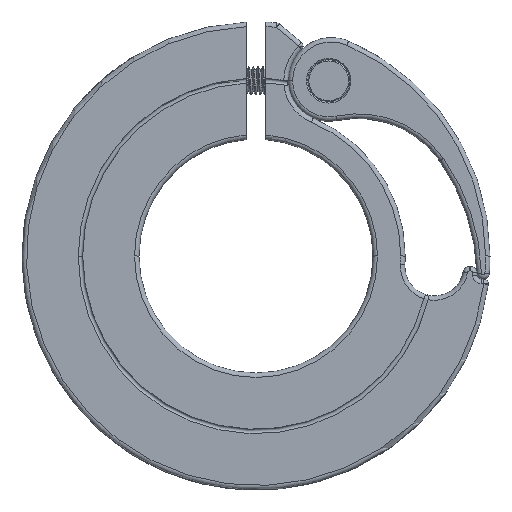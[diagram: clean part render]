
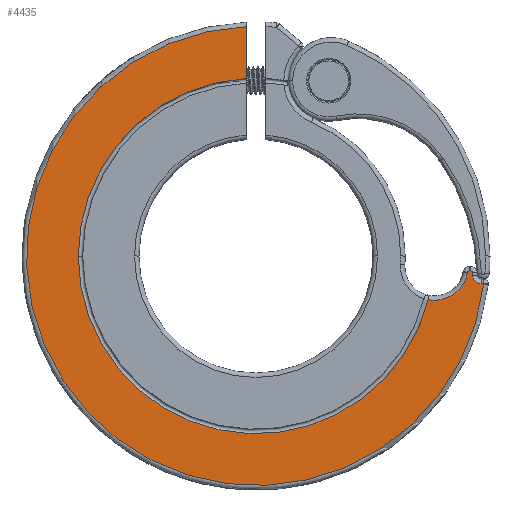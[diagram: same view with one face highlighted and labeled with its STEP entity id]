
A CAD part, top view. The second image highlights one B-rep face of the part: STEP entity #4435.
In plain terms, the highlighted planar face has unit normal (0, 0, 1).
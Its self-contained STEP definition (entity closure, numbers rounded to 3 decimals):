
#352 = ORIENTED_EDGE ( 'NONE', *, *, #9396, .F. ) ;
#485 = CARTESIAN_POINT ( 'NONE',  ( -2.083, 24.913, 9.5 ) ) ;
#712 = CIRCLE ( 'NONE', #9741, 0.432 ) ;
#763 = EDGE_CURVE ( 'NONE', #8768, #9081, #712, .T. ) ;
#891 = AXIS2_PLACEMENT_3D ( 'NONE', #5378, #10270, #12177 ) ;
#1475 = DIRECTION ( 'NONE',  ( 1., 0., 0. ) ) ;
#1767 = ORIENTED_EDGE ( 'NONE', *, *, #11767, .F. ) ;
#1785 = DIRECTION ( 'NONE',  ( 0., 0., 1. ) ) ;
#2042 = CIRCLE ( 'NONE', #891, 7.238 ) ;
#2351 = VECTOR ( 'NONE', #3668, 1000. ) ;
#2538 = AXIS2_PLACEMENT_3D ( 'NONE', #9210, #3353, #4337 ) ;
#2597 = DIRECTION ( 'NONE',  ( 0., 0., 1. ) ) ;
#2661 = VERTEX_POINT ( 'NONE', #10770 ) ;
#2884 = CARTESIAN_POINT ( 'NONE',  ( 45.832, -3.618, 9.5 ) ) ;
#2938 = EDGE_CURVE ( 'NONE', #3871, #8768, #7301, .T. ) ;
#2988 = CARTESIAN_POINT ( 'NONE',  ( 45.642, -3.186, 9.5 ) ) ;
#3023 = DIRECTION ( 'NONE',  ( -1., 0., 0. ) ) ;
#3353 = DIRECTION ( 'NONE',  ( 0., 0., 1. ) ) ;
#3415 = EDGE_LOOP ( 'NONE', ( #4122, #9062, #352, #1767, #6415, #12550, #9949, #6906, #6298, #5677, #6742 ) ) ;
#3551 = CIRCLE ( 'NONE', #10158, 37.975 ) ;
#3603 = AXIS2_PLACEMENT_3D ( 'NONE', #10307, #6314, #1475 ) ;
#3668 = DIRECTION ( 'NONE',  ( -1., 0., 0. ) ) ;
#3871 = VERTEX_POINT ( 'NONE', #4646 ) ;
#3950 = EDGE_CURVE ( 'NONE', #8673, #4567, #5104, .T. ) ;
#4122 = ORIENTED_EDGE ( 'NONE', *, *, #763, .T. ) ;
#4314 = CIRCLE ( 'NONE', #2538, 43.304 ) ;
#4321 = FACE_OUTER_BOUND ( 'NONE', #3415, .T. ) ;
#4337 = DIRECTION ( 'NONE',  ( 1., 0., 0. ) ) ;
#4407 = VERTEX_POINT ( 'NONE', #12600 ) ;
#4435 = ADVANCED_FACE ( 'NONE', ( #4321 ), #10614, .T. ) ;
#4567 = VERTEX_POINT ( 'NONE', #10561 ) ;
#4646 = CARTESIAN_POINT ( 'NONE',  ( 45.832, -3.186, 9.5 ) ) ;
#4709 = EDGE_CURVE ( 'NONE', #9512, #3871, #10755, .T. ) ;
#4868 = DIRECTION ( 'NONE',  ( 0., 0., 1. ) ) ;
#5104 = LINE ( 'NONE', #10685, #2351 ) ;
#5378 = CARTESIAN_POINT ( 'NONE',  ( 38.098, -2.236, 9.5 ) ) ;
#5435 = CARTESIAN_POINT ( 'NONE',  ( 45.642, -3.186, 9.5 ) ) ;
#5677 = ORIENTED_EDGE ( 'NONE', *, *, #4709, .T. ) ;
#5782 = DIRECTION ( 'NONE',  ( 1., 0., 0. ) ) ;
#5849 = DIRECTION ( 'NONE',  ( 1., 0., 0. ) ) ;
#6298 = ORIENTED_EDGE ( 'NONE', *, *, #12004, .T. ) ;
#6314 = DIRECTION ( 'NONE',  ( 0., 0., -1. ) ) ;
#6390 = CARTESIAN_POINT ( 'NONE',  ( 0., 0., 9.5 ) ) ;
#6415 = ORIENTED_EDGE ( 'NONE', *, *, #11362, .T. ) ;
#6422 = CARTESIAN_POINT ( 'NONE',  ( 48.688, -5.95, 9.5 ) ) ;
#6582 = CARTESIAN_POINT ( 'NONE',  ( 0., 0., 9.5 ) ) ;
#6727 = VERTEX_POINT ( 'NONE', #9195 ) ;
#6739 = EDGE_CURVE ( 'NONE', #9081, #10225, #2042, .T. ) ;
#6742 = ORIENTED_EDGE ( 'NONE', *, *, #2938, .T. ) ;
#6801 = DIRECTION ( 'NONE',  ( 1., 0., 0. ) ) ;
#6906 = ORIENTED_EDGE ( 'NONE', *, *, #11421, .T. ) ;
#7301 = LINE ( 'NONE', #2988, #12363 ) ;
#7825 = LINE ( 'NONE', #485, #10309 ) ;
#8223 = DIRECTION ( 'NONE',  ( 0., 1., 0. ) ) ;
#8282 = EDGE_CURVE ( 'NONE', #11628, #8673, #12081, .T. ) ;
#8669 = DIRECTION ( 'NONE',  ( 0., 0., 1. ) ) ;
#8673 = VERTEX_POINT ( 'NONE', #6422 ) ;
#8708 = CARTESIAN_POINT ( 'NONE',  ( 45.642, -3.618, 9.5 ) ) ;
#8768 = VERTEX_POINT ( 'NONE', #5435 ) ;
#8788 = CARTESIAN_POINT ( 'NONE',  ( 0., 0., 9.5 ) ) ;
#9062 = ORIENTED_EDGE ( 'NONE', *, *, #6739, .T. ) ;
#9081 = VERTEX_POINT ( 'NONE', #10666 ) ;
#9195 = CARTESIAN_POINT ( 'NONE',  ( -2.083, 37.918, 9.5 ) ) ;
#9210 = CARTESIAN_POINT ( 'NONE',  ( 2.982, -5., 9.5 ) ) ;
#9396 = EDGE_CURVE ( 'NONE', #4407, #10225, #10776, .T. ) ;
#9428 = DIRECTION ( 'NONE',  ( 1., 0., 0. ) ) ;
#9512 = VERTEX_POINT ( 'NONE', #11602 ) ;
#9741 = AXIS2_PLACEMENT_3D ( 'NONE', #8708, #8669, #5849 ) ;
#9949 = ORIENTED_EDGE ( 'NONE', *, *, #3950, .T. ) ;
#10158 = AXIS2_PLACEMENT_3D ( 'NONE', #8788, #11656, #5782 ) ;
#10225 = VERTEX_POINT ( 'NONE', #12609 ) ;
#10270 = DIRECTION ( 'NONE',  ( 0., 0., -1. ) ) ;
#10307 = CARTESIAN_POINT ( 'NONE',  ( 48.176, -4.05, 9.5 ) ) ;
#10309 = VECTOR ( 'NONE', #8223, 1000. ) ;
#10518 = CARTESIAN_POINT ( 'NONE',  ( 0., 0., 9.5 ) ) ;
#10561 = CARTESIAN_POINT ( 'NONE',  ( 48.176, -5.95, 9.5 ) ) ;
#10614 = PLANE ( 'NONE',  #11163 ) ;
#10666 = CARTESIAN_POINT ( 'NONE',  ( 45.217, -3.54, 9.5 ) ) ;
#10685 = CARTESIAN_POINT ( 'NONE',  ( 48.176, -5.95, 9.5 ) ) ;
#10692 = DIRECTION ( 'NONE',  ( 1., 0., 0. ) ) ;
#10755 = CIRCLE ( 'NONE', #11736, 0.432 ) ;
#10770 = CARTESIAN_POINT ( 'NONE',  ( 46.277, -4.09, 9.5 ) ) ;
#10776 = CIRCLE ( 'NONE', #12487, 37.975 ) ;
#11163 = AXIS2_PLACEMENT_3D ( 'NONE', #10518, #12547, #10692 ) ;
#11362 = EDGE_CURVE ( 'NONE', #6727, #11628, #7825, .T. ) ;
#11421 = EDGE_CURVE ( 'NONE', #4567, #2661, #12272, .T. ) ;
#11504 = DIRECTION ( 'NONE',  ( 1., 0., 0. ) ) ;
#11602 = CARTESIAN_POINT ( 'NONE',  ( 46.264, -3.604, 9.5 ) ) ;
#11628 = VERTEX_POINT ( 'NONE', #12452 ) ;
#11656 = DIRECTION ( 'NONE',  ( 0., 0., 1. ) ) ;
#11736 = AXIS2_PLACEMENT_3D ( 'NONE', #2884, #4868, #6801 ) ;
#11767 = EDGE_CURVE ( 'NONE', #6727, #4407, #3551, .T. ) ;
#12004 = EDGE_CURVE ( 'NONE', #2661, #9512, #4314, .T. ) ;
#12081 = CIRCLE ( 'NONE', #12573, 49.05 ) ;
#12177 = DIRECTION ( 'NONE',  ( 1., 0., 0. ) ) ;
#12272 = CIRCLE ( 'NONE', #3603, 1.9 ) ;
#12363 = VECTOR ( 'NONE', #3023, 1000. ) ;
#12452 = CARTESIAN_POINT ( 'NONE',  ( -2.083, 49.006, 9.5 ) ) ;
#12487 = AXIS2_PLACEMENT_3D ( 'NONE', #6390, #2597, #9428 ) ;
#12547 = DIRECTION ( 'NONE',  ( 0., 0., 1. ) ) ;
#12550 = ORIENTED_EDGE ( 'NONE', *, *, #8282, .T. ) ;
#12573 = AXIS2_PLACEMENT_3D ( 'NONE', #6582, #1785, #11504 ) ;
#12600 = CARTESIAN_POINT ( 'NONE',  ( -37.975, 0., 9.5 ) ) ;
#12609 = CARTESIAN_POINT ( 'NONE',  ( 36.804, -9.358, 9.5 ) ) ;
